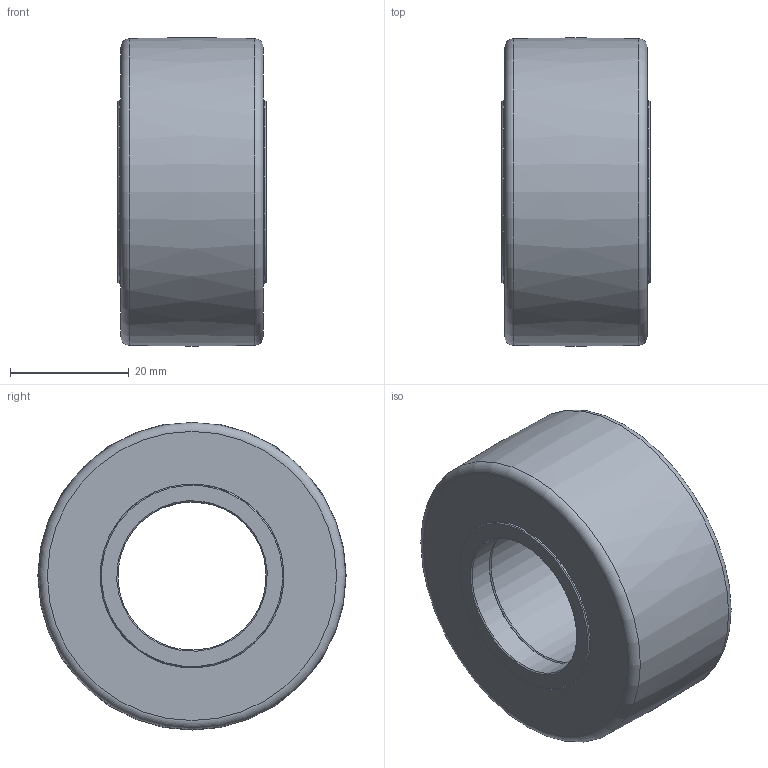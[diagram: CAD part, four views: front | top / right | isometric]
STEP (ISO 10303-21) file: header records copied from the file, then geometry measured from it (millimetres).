
FILE_DESCRIPTION(/* description */ ('-'),/* implementation_level */ '2;1');
FILE_NAME(/* name */ 'ALFATEC_SR025-052.stp',/* time_stamp */ '2022-07-07T12:18:33+02:00',/* author */ ('seider'),/* organization */ (''),/* preprocessor_version */ 'ST-DEVELOPER v18.1',/* originating_system */ 'Autodesk Inventor 2020',/* authorisation */ '');
FILE_SCHEMA (('AUTOMOTIVE_DESIGN { 1 0 10303 214 3 1 1 }'));
Length unit declared in the file: millimetre
Products named in the file (1): SR 025.052_Kontur
Bounding box: 25 x 52 x 51.99 mm (x, y, z)
Volume: 33938.3 mm3; surface area: 18904.3 mm2
Topology: 1 solids, 1 shells, 246 faces, 897 edges, 532 vertices
Faces by surface type: cylinder 85, plane 80, torus 66, cone 14, bspline 1
Full cylindrical faces by diameter (mm): 2.5 x1, 25 x3, 31 x4, 33 x2, 35.012 x2, 36.35 x3
Entity records: 11231 total; most frequent: DIRECTION 2264, ORIENTED_EDGE 1978, CARTESIAN_POINT 1862, AXIS2_PLACEMENT_3D 1033, EDGE_CURVE 989, CIRCLE 787, VERTEX_POINT 532, EDGE_LOOP 293
